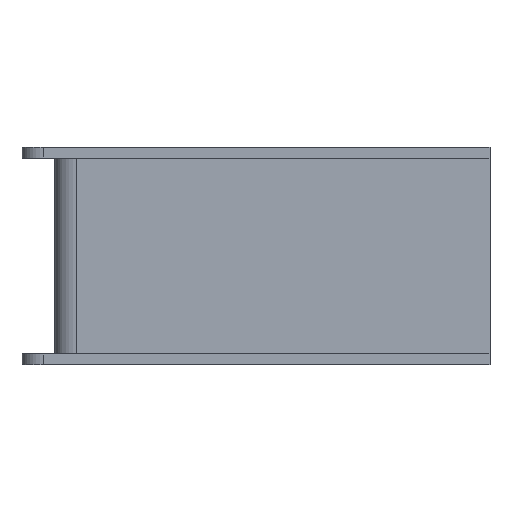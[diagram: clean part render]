
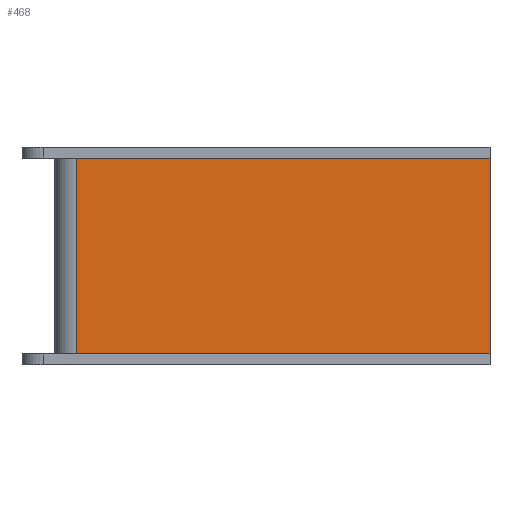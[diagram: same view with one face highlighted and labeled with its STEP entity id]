
A CAD part, front view. The second image highlights one B-rep face of the part: STEP entity #468.
In plain terms, the highlighted planar face has unit normal (0, -1, 0).
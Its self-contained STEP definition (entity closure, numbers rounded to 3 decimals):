
#65 = VERTEX_POINT('',#66);
#66 = CARTESIAN_POINT('',(40.,0.,9.));
#72 = EDGE_CURVE('',#65,#73,#75,.T.);
#73 = VERTEX_POINT('',#74);
#74 = CARTESIAN_POINT('',(2.,0.,9.));
#75 = LINE('',#76,#77);
#76 = CARTESIAN_POINT('',(40.,0.,9.));
#77 = VECTOR('',#78,1.);
#78 = DIRECTION('',(-1.,0.,0.));
#291 = VERTEX_POINT('',#292);
#292 = CARTESIAN_POINT('',(40.,0.,-9.));
#298 = EDGE_CURVE('',#291,#299,#301,.T.);
#299 = VERTEX_POINT('',#300);
#300 = CARTESIAN_POINT('',(2.,0.,-9.));
#301 = LINE('',#302,#303);
#302 = CARTESIAN_POINT('',(40.,0.,-9.));
#303 = VECTOR('',#304,1.);
#304 = DIRECTION('',(-1.,-0.,-0.));
#468 = ADVANCED_FACE('',(#469),#485,.T.);
#469 = FACE_BOUND('',#470,.T.);
#470 = EDGE_LOOP('',(#471,#477,#478,#484));
#471 = ORIENTED_EDGE('',*,*,#472,.F.);
#472 = EDGE_CURVE('',#299,#73,#473,.T.);
#473 = LINE('',#474,#475);
#474 = CARTESIAN_POINT('',(2.,0.,0.));
#475 = VECTOR('',#476,1.);
#476 = DIRECTION('',(0.,0.,1.));
#477 = ORIENTED_EDGE('',*,*,#298,.F.);
#478 = ORIENTED_EDGE('',*,*,#479,.F.);
#479 = EDGE_CURVE('',#65,#291,#480,.T.);
#480 = LINE('',#481,#482);
#481 = CARTESIAN_POINT('',(40.,0.,0.));
#482 = VECTOR('',#483,1.);
#483 = DIRECTION('',(-0.,-0.,-1.));
#484 = ORIENTED_EDGE('',*,*,#72,.T.);
#485 = PLANE('',#486);
#486 = AXIS2_PLACEMENT_3D('',#487,#488,#489);
#487 = CARTESIAN_POINT('',(21.,0.,0.));
#488 = DIRECTION('',(-0.,-1.,-0.));
#489 = DIRECTION('',(0.,0.,-1.));
